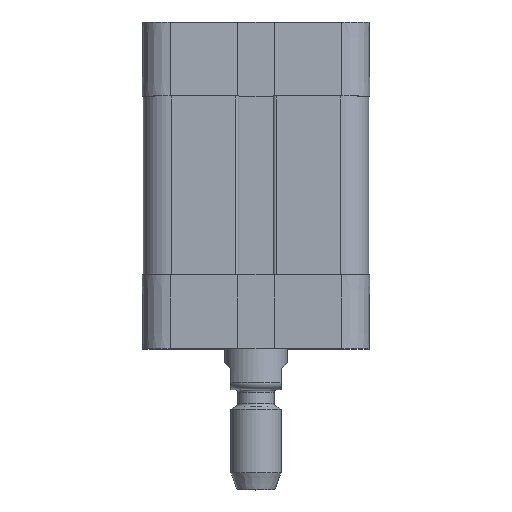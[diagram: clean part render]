
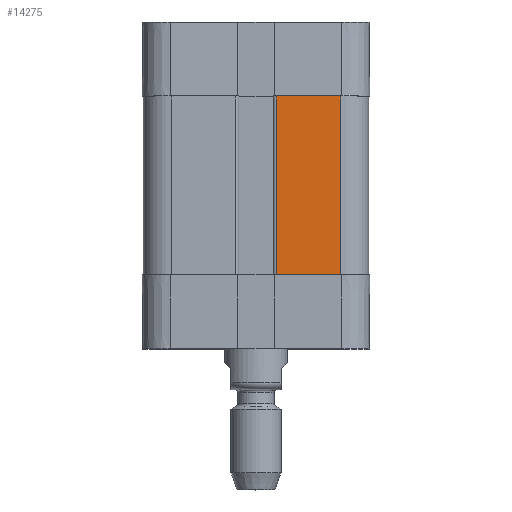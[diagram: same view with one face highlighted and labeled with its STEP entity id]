
A CAD part, top view. The second image highlights one B-rep face of the part: STEP entity #14275.
In plain terms, the highlighted planar face has unit normal (0, 0, 1).
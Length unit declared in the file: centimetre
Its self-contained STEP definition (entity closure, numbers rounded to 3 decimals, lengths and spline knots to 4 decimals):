
#1360=LINE($,#25849,#2578);
#1422=LINE($,#26027,#2640);
#1423=LINE($,#26030,#2641);
#1424=LINE($,#26031,#2642);
#2578=VECTOR($,#18023,1.025);
#2640=VECTOR($,#18215,2.85);
#2641=VECTOR($,#18218,1.025);
#2642=VECTOR($,#18219,2.85);
#3043=PLANE($,#15204);
#4043=FACE_OUTER_BOUND($,#4984,.T.);
#4984=EDGE_LOOP($,(#13184,#13185,#13186,#13187));
#7166=VERTEX_POINT($,#25846);
#7167=VERTEX_POINT($,#25848);
#7218=VERTEX_POINT($,#26025);
#7219=VERTEX_POINT($,#26029);
#9145=EDGE_CURVE($,#7167,#7166,#1360,.T.);
#9234=EDGE_CURVE($,#7218,#7166,#1422,.T.);
#9235=EDGE_CURVE($,#7218,#7219,#1423,.T.);
#9236=EDGE_CURVE($,#7219,#7167,#1424,.T.);
#13184=ORIENTED_EDGE($,*,*,#9235,.T.);
#13185=ORIENTED_EDGE($,*,*,#9236,.T.);
#13186=ORIENTED_EDGE($,*,*,#9145,.T.);
#13187=ORIENTED_EDGE($,*,*,#9234,.F.);
#14275=ADVANCED_FACE($,(#4043),#3043,.T.);
#15204=AXIS2_PLACEMENT_3D($,#26028,#18216,#18217);
#18023=DIRECTION($,(1.,0.,0.));
#18215=DIRECTION($,(0.,-1.,0.));
#18216=DIRECTION('center_axis',(0.,0.,1.));
#18217=DIRECTION('ref_axis',(1.,0.,0.));
#18218=DIRECTION($,(-1.,0.,0.));
#18219=DIRECTION($,(0.,-1.,0.));
#25846=CARTESIAN_POINT('',(1.35,-2.85,1.8));
#25848=CARTESIAN_POINT('',(0.325,-2.85,1.8));
#25849=CARTESIAN_POINT($,(0.325,-2.85,1.8));
#26025=CARTESIAN_POINT('',(1.35,0.,1.8));
#26027=CARTESIAN_POINT($,(1.35,0.,1.8));
#26028=CARTESIAN_POINT('Origin',(1.35,-10.675,1.8));
#26029=CARTESIAN_POINT('',(0.325,0.,1.8));
#26030=CARTESIAN_POINT($,(1.35,0.,1.8));
#26031=CARTESIAN_POINT($,(0.325,0.,1.8));
